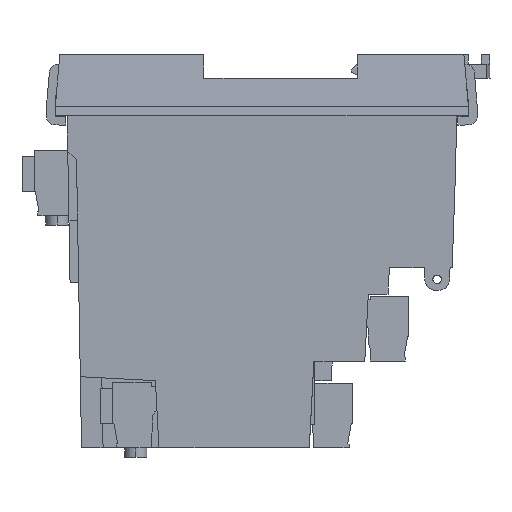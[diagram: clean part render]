
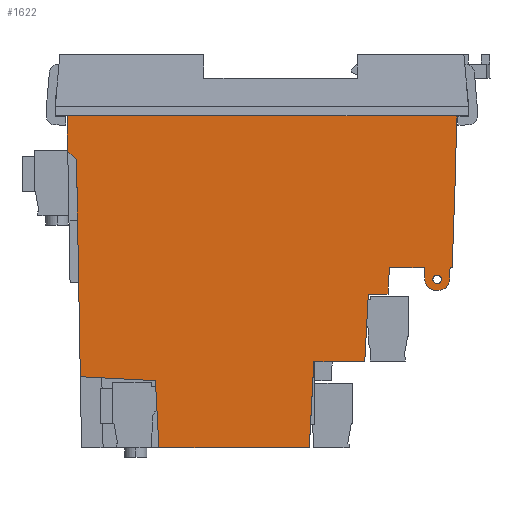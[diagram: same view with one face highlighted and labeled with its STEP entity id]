
A CAD part, left-side view. The second image highlights one B-rep face of the part: STEP entity #1622.
In plain terms, the highlighted planar face has unit normal (-1, 0, -0.018).
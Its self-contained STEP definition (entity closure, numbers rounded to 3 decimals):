
#6=CARTESIAN_POINT('',(-44.587,-39.749,-2.75));
#7=CARTESIAN_POINT('',(-44.591,-39.749,-2.514));
#8=CARTESIAN_POINT('',(-44.598,-39.898,-2.098));
#9=CARTESIAN_POINT('',(-44.603,-40.38,-1.792));
#10=CARTESIAN_POINT('',(-44.605,-40.75,-1.728));
#11=CARTESIAN_POINT('',(-44.603,-41.12,-1.792));
#12=CARTESIAN_POINT('',(-44.598,-41.602,-2.098));
#13=CARTESIAN_POINT('',(-44.591,-41.751,-2.514));
#14=CARTESIAN_POINT('',(-44.587,-41.751,-2.75));
#16=CARTESIAN_POINT('',(-44.587,-41.751,-2.75));
#17=CARTESIAN_POINT('',(-44.583,-41.751,-2.986));
#18=CARTESIAN_POINT('',(-44.575,-41.602,-3.402));
#19=CARTESIAN_POINT('',(-44.57,-41.12,-3.708));
#20=CARTESIAN_POINT('',(-44.569,-40.75,-3.772));
#21=CARTESIAN_POINT('',(-44.57,-40.38,-3.708));
#22=CARTESIAN_POINT('',(-44.575,-39.898,-3.402));
#23=CARTESIAN_POINT('',(-44.583,-39.749,-2.986));
#24=CARTESIAN_POINT('',(-44.587,-39.749,-2.75));
#26=DIRECTION('',(-0.017,0.017,1.));
#27=VECTOR('',#26,8.145);
#28=CARTESIAN_POINT('',(-45.108,45.108,27.108));
#29=LINE('',#28,#27);
#30=DIRECTION('',(0.,-1.,0.));
#31=VECTOR('',#30,90.5);
#32=CARTESIAN_POINT('',(-45.25,45.25,35.25));
#33=LINE('',#32,#31);
#34=DIRECTION('',(0.017,0.017,-1.));
#35=VECTOR('',#34,12.004);
#36=CARTESIAN_POINT('',(-45.25,-45.25,35.25));
#37=LINE('',#36,#35);
#38=DIRECTION('',(-0.017,-0.052,0.998));
#39=VECTOR('',#38,2.885);
#40=CARTESIAN_POINT('',(-44.584,-43.599,-2.881));
#41=LINE('',#40,#39);
#42=CARTESIAN_POINT('',(-44.543,-41.102,-5.25));
#43=CARTESIAN_POINT('',(-44.543,-41.498,-5.25));
#44=CARTESIAN_POINT('',(-44.546,-42.132,-5.084));
#45=CARTESIAN_POINT('',(-44.554,-42.857,-4.599));
#46=CARTESIAN_POINT('',(-44.567,-43.38,-3.9));
#47=CARTESIAN_POINT('',(-44.578,-43.578,-3.276));
#48=CARTESIAN_POINT('',(-44.584,-43.599,-2.881));
#50=DIRECTION('',(0.,-1.,0.));
#51=VECTOR('',#50,0.705);
#52=CARTESIAN_POINT('',(-44.543,-40.398,-5.25));
#53=LINE('',#52,#51);
#54=CARTESIAN_POINT('',(-44.584,-37.901,-2.881));
#55=CARTESIAN_POINT('',(-44.578,-37.922,-3.276));
#56=CARTESIAN_POINT('',(-44.567,-38.12,-3.9));
#57=CARTESIAN_POINT('',(-44.554,-38.643,-4.599));
#58=CARTESIAN_POINT('',(-44.546,-39.368,-5.084));
#59=CARTESIAN_POINT('',(-44.543,-40.002,-5.25));
#60=CARTESIAN_POINT('',(-44.543,-40.398,-5.25));
#62=DIRECTION('',(0.017,-0.052,-0.998));
#63=VECTOR('',#62,2.885);
#64=CARTESIAN_POINT('',(-44.635,-37.75,0.));
#65=LINE('',#64,#63);
#66=DIRECTION('',(-0.017,0.052,0.998));
#67=VECTOR('',#66,15.668);
#68=CARTESIAN_POINT('',(-43.903,23.925,-41.9));
#69=LINE('',#68,#67);
#70=DIRECTION('',(0.001,-0.999,-0.052));
#71=VECTOR('',#70,17.471);
#72=CARTESIAN_POINT('',(-44.192,42.192,-25.341));
#73=LINE('',#72,#71);
#74=DIRECTION('',(0.012,-0.707,-0.707));
#75=VECTOR('',#74,2.879);
#76=CARTESIAN_POINT('',(-45.108,45.108,27.108));
#77=LINE('',#76,#75);
#122=DIRECTION('',(0.,1.,0.));
#123=VECTOR('',#122,8.105);
#124=CARTESIAN_POINT('',(-44.635,-37.75,0.));
#125=LINE('',#124,#123);
#138=DIRECTION('',(0.,1.,0.));
#139=VECTOR('',#138,0.479);
#140=CARTESIAN_POINT('',(-44.635,-44.229,0.));
#141=LINE('',#140,#139);
#194=DIRECTION('',(0.017,0.035,-0.999));
#195=VECTOR('',#194,23.268);
#196=CARTESIAN_POINT('',(-45.041,-45.041,23.25));
#197=LINE('',#196,#195);
#258=DIRECTION('',(0.017,0.052,-0.998));
#259=VECTOR('',#258,6.159);
#260=CARTESIAN_POINT('',(-44.635,-29.645,0.));
#261=LINE('',#260,#259);
#874=DIRECTION('',(0.017,-0.017,-1.));
#875=VECTOR('',#874,50.429);
#876=CARTESIAN_POINT('',(-45.072,43.072,25.072));
#877=LINE('',#876,#875);
#930=DIRECTION('',(0.,1.,0.));
#931=VECTOR('',#930,34.955);
#932=CARTESIAN_POINT('',(-43.903,-11.03,-41.9));
#933=LINE('',#932,#931);
#994=DIRECTION('',(-0.017,-0.052,0.998));
#995=VECTOR('',#994,20.03);
#996=CARTESIAN_POINT('',(-43.903,-11.03,-41.9));
#997=LINE('',#996,#995);
#1010=DIRECTION('',(0.,-1.,0.));
#1011=VECTOR('',#1010,11.839);
#1012=CARTESIAN_POINT('',(-44.252,-12.078,-21.9));
#1013=LINE('',#1012,#1011);
#1046=DIRECTION('',(0.017,0.052,-0.998));
#1047=VECTOR('',#1046,15.774);
#1048=CARTESIAN_POINT('',(-44.527,-24.742,-6.15));
#1049=LINE('',#1048,#1047);
#1058=DIRECTION('',(0.,1.,0.));
#1059=VECTOR('',#1058,4.581);
#1060=CARTESIAN_POINT('',(-44.527,-29.323,-6.15));
#1061=LINE('',#1060,#1059);
#1182=CARTESIAN_POINT('',(-45.041,-45.041,
23.25));
#1183=CARTESIAN_POINT('',(-44.635,-44.229,0.));
#1184=VERTEX_POINT('',#1182);
#1185=VERTEX_POINT('',#1183);
#1190=CARTESIAN_POINT('',(-44.635,-29.645,0.));
#1191=CARTESIAN_POINT('',(-44.527,-29.323,-6.15));
#1192=VERTEX_POINT('',#1190);
#1193=VERTEX_POINT('',#1191);
#1198=CARTESIAN_POINT('',(-44.527,-24.742,-6.15));
#1199=VERTEX_POINT('',#1198);
#1202=CARTESIAN_POINT('',(-44.252,-23.917,-21.9));
#1203=VERTEX_POINT('',#1202);
#1214=CARTESIAN_POINT('',(-43.903,-11.03,-41.9));
#1215=VERTEX_POINT('',#1214);
#1232=CARTESIAN_POINT('',(-45.108,45.108,27.108));
#1234=VERTEX_POINT('',#1232);
#1236=CARTESIAN_POINT('',(-45.072,43.072,25.072));
#1237=VERTEX_POINT('',#1236);
#1286=VERTEX_POINT('',#6);
#1287=VERTEX_POINT('',#14);
#1288=VERTEX_POINT('',#54);
#1289=VERTEX_POINT('',#60);
#1290=CARTESIAN_POINT('',(-44.543,-41.102,-5.25));
#1291=VERTEX_POINT('',#1290);
#1292=VERTEX_POINT('',#48);
#1297=CARTESIAN_POINT('',(-44.635,-37.75,0.));
#1298=VERTEX_POINT('',#1297);
#1299=CARTESIAN_POINT('',(-44.635,-43.75,0.));
#1300=VERTEX_POINT('',#1299);
#1336=CARTESIAN_POINT('',(-44.252,-12.078,-21.9));
#1337=VERTEX_POINT('',#1336);
#1338=CARTESIAN_POINT('',(-44.192,42.192,
-25.341));
#1340=VERTEX_POINT('',#1338);
#1342=CARTESIAN_POINT('',(-43.903,23.925,-41.9));
#1343=CARTESIAN_POINT('',(-44.176,24.745,
-26.256));
#1344=VERTEX_POINT('',#1342);
#1345=VERTEX_POINT('',#1343);
#1541=CARTESIAN_POINT('',(-45.25,-45.25,35.25));
#1543=VERTEX_POINT('',#1541);
#1545=CARTESIAN_POINT('',(-45.25,45.25,35.25));
#1547=VERTEX_POINT('',#1545);
#1568=CARTESIAN_POINT('',(-43.712,-58.205,
-52.847));
#1569=DIRECTION('',(1.,0.,0.017));
#1570=DIRECTION('',(-0.017,0.,1.));
#1571=AXIS2_PLACEMENT_3D('',#1568,#1569,#1570);
#1572=PLANE('',#1571);
#1574=ORIENTED_EDGE('',*,*,#1573,.T.);
#1576=ORIENTED_EDGE('',*,*,#1575,.T.);
#1577=ORIENTED_EDGE('',*,*,#1553,.T.);
#1579=ORIENTED_EDGE('',*,*,#1578,.T.);
#1581=ORIENTED_EDGE('',*,*,#1580,.T.);
#1583=ORIENTED_EDGE('',*,*,#1582,.F.);
#1585=ORIENTED_EDGE('',*,*,#1584,.F.);
#1587=ORIENTED_EDGE('',*,*,#1586,.F.);
#1589=ORIENTED_EDGE('',*,*,#1588,.F.);
#1591=ORIENTED_EDGE('',*,*,#1590,.F.);
#1593=ORIENTED_EDGE('',*,*,#1592,.T.);
#1595=ORIENTED_EDGE('',*,*,#1594,.T.);
#1597=ORIENTED_EDGE('',*,*,#1596,.T.);
#1599=ORIENTED_EDGE('',*,*,#1598,.T.);
#1601=ORIENTED_EDGE('',*,*,#1600,.F.);
#1603=ORIENTED_EDGE('',*,*,#1602,.F.);
#1605=ORIENTED_EDGE('',*,*,#1604,.T.);
#1607=ORIENTED_EDGE('',*,*,#1606,.T.);
#1609=ORIENTED_EDGE('',*,*,#1608,.F.);
#1611=ORIENTED_EDGE('',*,*,#1610,.F.);
#1613=ORIENTED_EDGE('',*,*,#1612,.F.);
#1614=EDGE_LOOP('',(#1574,#1576,#1577,#1579,#1581,#1583,#1585,#1587,#1589,#1591,
#1593,#1595,#1597,#1599,#1601,#1603,#1605,#1607,#1609,#1611,#1613));
#1615=FACE_OUTER_BOUND('',#1614,.F.);
#1617=ORIENTED_EDGE('',*,*,#1616,.F.);
#1619=ORIENTED_EDGE('',*,*,#1618,.F.);
#1620=EDGE_LOOP('',(#1617,#1619));
#1621=FACE_BOUND('',#1620,.F.);
#15=B_SPLINE_CURVE_WITH_KNOTS('',3,(#6,#7,#8,#9,#10,#11,#12,#13,#14),
.UNSPECIFIED.,.F.,.F.,(4,1,1,1,1,1,4),(0.,0.25,0.375,0.5,0.625,0.75,
1.),.UNSPECIFIED.);
#25=B_SPLINE_CURVE_WITH_KNOTS('',3,(#16,#17,#18,#19,#20,#21,#22,#23,#24),
.UNSPECIFIED.,.F.,.F.,(4,1,1,1,1,1,4),(0.,0.25,0.375,0.5,0.625,0.75,
1.),.UNSPECIFIED.);
#49=B_SPLINE_CURVE_WITH_KNOTS('',3,(#42,#43,#44,#45,#46,#47,#48),.UNSPECIFIED.,
.F.,.F.,(4,1,1,1,4),(0.,0.25,0.5,0.75,1.),.UNSPECIFIED.);
#61=B_SPLINE_CURVE_WITH_KNOTS('',3,(#54,#55,#56,#57,#58,#59,#60),.UNSPECIFIED.,
.F.,.F.,(4,1,1,1,4),(0.,0.25,0.5,0.75,1.),.UNSPECIFIED.);
#1553=EDGE_CURVE('',#1543,#1184,#37,.T.);
#1573=EDGE_CURVE('',#1234,#1547,#29,.T.);
#1575=EDGE_CURVE('',#1547,#1543,#33,.T.);
#1578=EDGE_CURVE('',#1184,#1185,#197,.T.);
#1580=EDGE_CURVE('',#1185,#1300,#141,.T.);
#1582=EDGE_CURVE('',#1292,#1300,#41,.T.);
#1584=EDGE_CURVE('',#1291,#1292,#49,.T.);
#1586=EDGE_CURVE('',#1289,#1291,#53,.T.);
#1588=EDGE_CURVE('',#1288,#1289,#61,.T.);
#1590=EDGE_CURVE('',#1298,#1288,#65,.T.);
#1592=EDGE_CURVE('',#1298,#1192,#125,.T.);
#1594=EDGE_CURVE('',#1192,#1193,#261,.T.);
#1596=EDGE_CURVE('',#1193,#1199,#1061,.T.);
#1598=EDGE_CURVE('',#1199,#1203,#1049,.T.);
#1600=EDGE_CURVE('',#1337,#1203,#1013,.T.);
#1602=EDGE_CURVE('',#1215,#1337,#997,.T.);
#1604=EDGE_CURVE('',#1215,#1344,#933,.T.);
#1606=EDGE_CURVE('',#1344,#1345,#69,.T.);
#1608=EDGE_CURVE('',#1340,#1345,#73,.T.);
#1610=EDGE_CURVE('',#1237,#1340,#877,.T.);
#1612=EDGE_CURVE('',#1234,#1237,#77,.T.);
#1616=EDGE_CURVE('',#1286,#1287,#15,.T.);
#1618=EDGE_CURVE('',#1287,#1286,#25,.T.);
#1622=ADVANCED_FACE('',(#1615,#1621),#1572,.F.);
